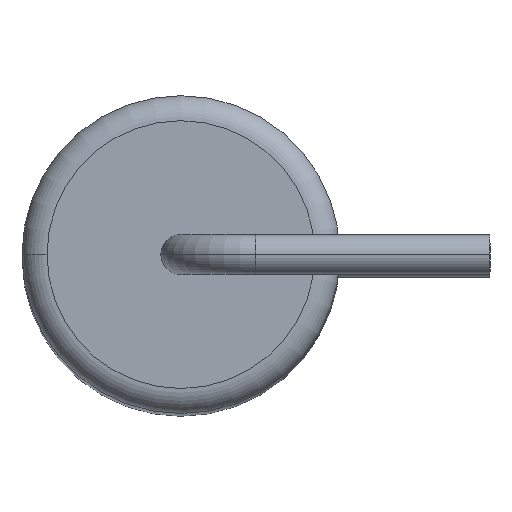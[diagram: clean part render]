
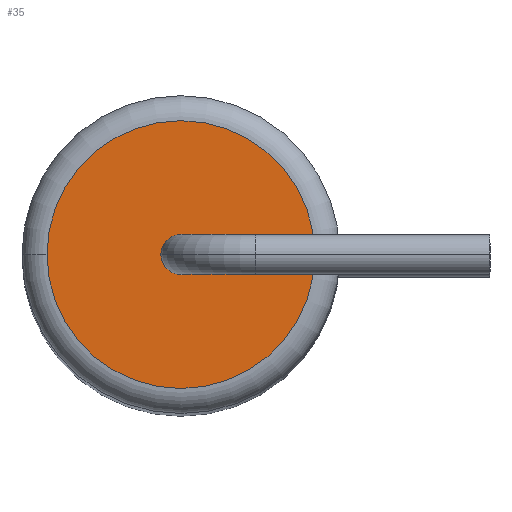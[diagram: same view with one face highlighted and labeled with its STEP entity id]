
A CAD part, top view. The second image highlights one B-rep face of the part: STEP entity #35.
In plain terms, the highlighted planar face has unit normal (0, 0, 1).
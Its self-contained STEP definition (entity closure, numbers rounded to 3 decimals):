
#5 = CARTESIAN_POINT ( 'NONE',  ( 0., 0., 16.36 ) ) ;
#26 = ORIENTED_EDGE ( 'NONE', *, *, #75, .T. ) ;
#31 = ORIENTED_EDGE ( 'NONE', *, *, #498, .T. ) ;
#35 = ADVANCED_FACE ( 'NONE', ( #127, #401 ), #319, .T. ) ;
#59 = CARTESIAN_POINT ( 'NONE',  ( 0., 0., 16.36 ) ) ;
#72 = VERTEX_POINT ( 'NONE', #556 ) ;
#75 = EDGE_CURVE ( 'NONE', #72, #566, #125, .T. ) ;
#86 = ORIENTED_EDGE ( 'NONE', *, *, #170, .T. ) ;
#125 = CIRCLE ( 'NONE', #467, 2.675 ) ;
#127 = FACE_BOUND ( 'NONE', #298, .T. ) ;
#132 = AXIS2_PLACEMENT_3D ( 'NONE', #5, #138, #420 ) ;
#138 = DIRECTION ( 'NONE',  ( 0., 0., -1. ) ) ;
#170 = EDGE_CURVE ( 'NONE', #566, #72, #224, .T. ) ;
#204 = EDGE_CURVE ( 'NONE', #581, #518, #389, .T. ) ;
#208 = CARTESIAN_POINT ( 'NONE',  ( 0.4, 0., 16.36 ) ) ;
#224 = CIRCLE ( 'NONE', #562, 2.675 ) ;
#232 = DIRECTION ( 'NONE',  ( 0., 0., 1. ) ) ;
#248 = DIRECTION ( 'NONE',  ( 1., 0., 0. ) ) ;
#262 = DIRECTION ( 'NONE',  ( 0., 0., -1. ) ) ;
#269 = CARTESIAN_POINT ( 'NONE',  ( 0., 0., 16.36 ) ) ;
#272 = ORIENTED_EDGE ( 'NONE', *, *, #204, .T. ) ;
#298 = EDGE_LOOP ( 'NONE', ( #31, #272 ) ) ;
#319 = PLANE ( 'NONE',  #407 ) ;
#389 = CIRCLE ( 'NONE', #132, 0.4 ) ;
#401 = FACE_OUTER_BOUND ( 'NONE', #462, .T. ) ;
#407 = AXIS2_PLACEMENT_3D ( 'NONE', #599, #595, #549 ) ;
#420 = DIRECTION ( 'NONE',  ( 1., 0., 0. ) ) ;
#447 = AXIS2_PLACEMENT_3D ( 'NONE', #59, #262, #248 ) ;
#462 = EDGE_LOOP ( 'NONE', ( #86, #26 ) ) ;
#467 = AXIS2_PLACEMENT_3D ( 'NONE', #269, #232, #493 ) ;
#476 = CARTESIAN_POINT ( 'NONE',  ( 2.675, 0., 16.36 ) ) ;
#493 = DIRECTION ( 'NONE',  ( 1., 0., 0. ) ) ;
#498 = EDGE_CURVE ( 'NONE', #518, #581, #538, .T. ) ;
#518 = VERTEX_POINT ( 'NONE', #208 ) ;
#521 = DIRECTION ( 'NONE',  ( 1., 0., 0. ) ) ;
#538 = CIRCLE ( 'NONE', #447, 0.4 ) ;
#549 = DIRECTION ( 'NONE',  ( 1., 0., 0. ) ) ;
#556 = CARTESIAN_POINT ( 'NONE',  ( -2.675, 0., 16.36 ) ) ;
#559 = DIRECTION ( 'NONE',  ( 0., 0., 1. ) ) ;
#562 = AXIS2_PLACEMENT_3D ( 'NONE', #568, #559, #521 ) ;
#566 = VERTEX_POINT ( 'NONE', #476 ) ;
#568 = CARTESIAN_POINT ( 'NONE',  ( 0., 0., 16.36 ) ) ;
#581 = VERTEX_POINT ( 'NONE', #583 ) ;
#583 = CARTESIAN_POINT ( 'NONE',  ( -0.4, 0., 16.36 ) ) ;
#595 = DIRECTION ( 'NONE',  ( 0., 0., 1. ) ) ;
#599 = CARTESIAN_POINT ( 'NONE',  ( 0., 0., 16.36 ) ) ;
